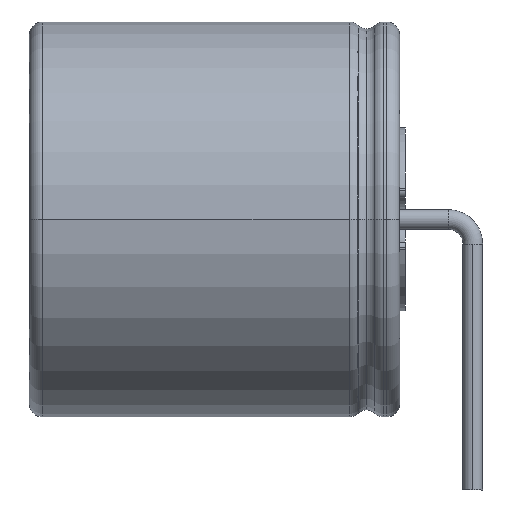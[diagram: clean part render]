
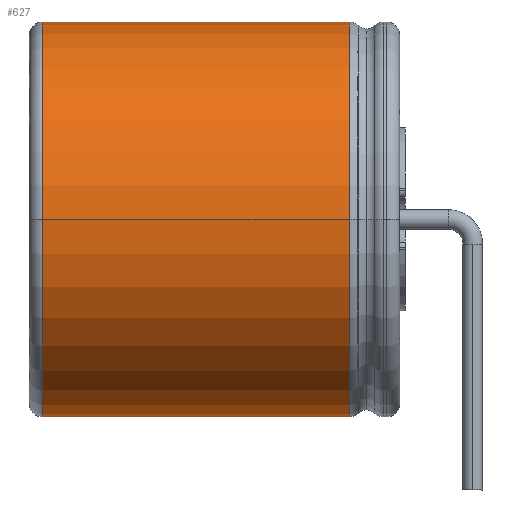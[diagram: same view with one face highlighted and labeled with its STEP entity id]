
A CAD part, left-side view. The second image highlights one B-rep face of the part: STEP entity #627.
In plain terms, the highlighted cylindrical face has radius 8.025 mm (diameter 16.051 mm), a partial arc.
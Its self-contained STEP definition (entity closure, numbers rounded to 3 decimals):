
#46 = VERTEX_POINT ( 'NONE', #3995 ) ;
#47 = FACE_OUTER_BOUND ( 'NONE', #3757, .T. ) ;
#68 = DIRECTION ( 'NONE',  ( 0., -1., 0. ) ) ;
#85 = AXIS2_PLACEMENT_3D ( 'NONE', #3809, #68, #1962 ) ;
#141 = VERTEX_POINT ( 'NONE', #2616 ) ;
#170 = CARTESIAN_POINT ( 'NONE',  ( 0., 12.922, 8.025 ) ) ;
#177 = VECTOR ( 'NONE', #2825, 1000. ) ;
#316 = VECTOR ( 'NONE', #3214, 1000. ) ;
#346 = CARTESIAN_POINT ( 'NONE',  ( 0., 12.922, 0. ) ) ;
#355 = EDGE_CURVE ( 'NONE', #2592, #141, #4259, .T. ) ;
#627 = ADVANCED_FACE ( 'NONE', ( #47 ), #3312, .T. ) ;
#741 = ORIENTED_EDGE ( 'NONE', *, *, #4358, .F. ) ;
#807 = ORIENTED_EDGE ( 'NONE', *, *, #3882, .T. ) ;
#1105 = DIRECTION ( 'NONE',  ( 0., 1., 0. ) ) ;
#1135 = DIRECTION ( 'NONE',  ( 1., 0., 0. ) ) ;
#1598 = CIRCLE ( 'NONE', #85, 8.025 ) ;
#1802 = CARTESIAN_POINT ( 'NONE',  ( 0., 2.52, 8.025 ) ) ;
#1835 = VERTEX_POINT ( 'NONE', #1802 ) ;
#1952 = CARTESIAN_POINT ( 'NONE',  ( 0., 2.52, 0. ) ) ;
#1962 = DIRECTION ( 'NONE',  ( 1., 0., 0. ) ) ;
#2541 = EDGE_CURVE ( 'NONE', #46, #1835, #2591, .T. ) ;
#2591 = LINE ( 'NONE', #170, #177 ) ;
#2592 = VERTEX_POINT ( 'NONE', #4645 ) ;
#2616 = CARTESIAN_POINT ( 'NONE',  ( 0., 15., -8.025 ) ) ;
#2819 = CARTESIAN_POINT ( 'NONE',  ( 0., 12.922, -8.025 ) ) ;
#2825 = DIRECTION ( 'NONE',  ( 0., -1., 0. ) ) ;
#3192 = AXIS2_PLACEMENT_3D ( 'NONE', #346, #1105, #1135 ) ;
#3214 = DIRECTION ( 'NONE',  ( 0., 1., 0. ) ) ;
#3312 = CYLINDRICAL_SURFACE ( 'NONE', #3192, 8.025 ) ;
#3474 = DIRECTION ( 'NONE',  ( 0., -1., 0. ) ) ;
#3704 = AXIS2_PLACEMENT_3D ( 'NONE', #1952, #3474, #4521 ) ;
#3757 = EDGE_LOOP ( 'NONE', ( #807, #4351, #741, #4167 ) ) ;
#3793 = CIRCLE ( 'NONE', #3704, 8.025 ) ;
#3809 = CARTESIAN_POINT ( 'NONE',  ( 0., 15., 0. ) ) ;
#3882 = EDGE_CURVE ( 'NONE', #46, #141, #1598, .T. ) ;
#3995 = CARTESIAN_POINT ( 'NONE',  ( 0., 15., 8.025 ) ) ;
#4167 = ORIENTED_EDGE ( 'NONE', *, *, #2541, .F. ) ;
#4259 = LINE ( 'NONE', #2819, #316 ) ;
#4351 = ORIENTED_EDGE ( 'NONE', *, *, #355, .F. ) ;
#4358 = EDGE_CURVE ( 'NONE', #1835, #2592, #3793, .T. ) ;
#4521 = DIRECTION ( 'NONE',  ( 1., 0., 0. ) ) ;
#4645 = CARTESIAN_POINT ( 'NONE',  ( 0., 2.52, -8.025 ) ) ;
